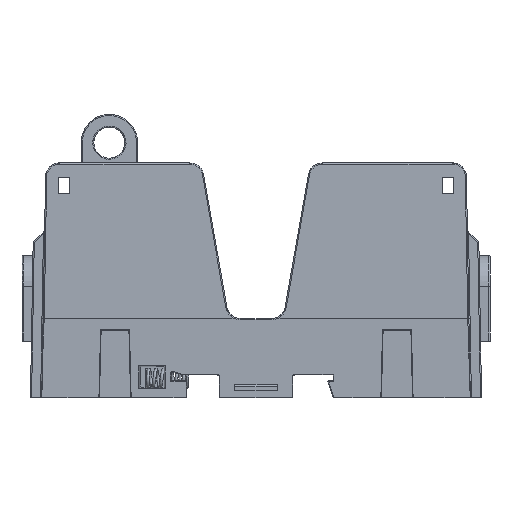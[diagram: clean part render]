
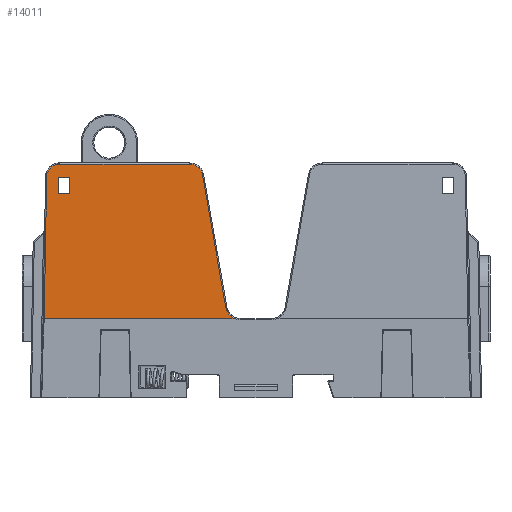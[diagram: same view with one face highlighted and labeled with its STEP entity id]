
A CAD part, front view. The second image highlights one B-rep face of the part: STEP entity #14011.
In plain terms, the highlighted planar face has unit normal (0, -1, 0.009).
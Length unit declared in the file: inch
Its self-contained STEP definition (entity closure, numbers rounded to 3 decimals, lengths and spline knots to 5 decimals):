
#69 = VECTOR ( 'NONE', #48454, 39.37008 ) ;
#261 = CARTESIAN_POINT ( 'NONE',  ( -0.18606, -0.59, 0.7 ) ) ;
#507 = CARTESIAN_POINT ( 'NONE',  ( -0.47497, -0.57887, 1.97506 ) ) ;
#1151 = CARTESIAN_POINT ( 'NONE',  ( -0.186, -0.59, 0.70001 ) ) ;
#1244 = CARTESIAN_POINT ( 'NONE',  ( -1.88778, -0.59, 0.7 ) ) ;
#1797 = EDGE_CURVE ( 'NONE', #19190, #29974, #25464, .T. ) ;
#2070 = CARTESIAN_POINT ( 'NONE',  ( -0.18599, -0.59, 0.70003 ) ) ;
#2435 = CARTESIAN_POINT ( 'NONE',  ( -0.26806, -0.58911, 0.80164 ) ) ;
#2669 = CARTESIAN_POINT ( 'NONE',  ( -0.18598, -0.59, 0.70003 ) ) ;
#2767 = DIRECTION ( 'NONE',  ( 0., 0.009, 1. ) ) ;
#4720 = VECTOR ( 'NONE', #35428, 39.37008 ) ;
#4856 = CARTESIAN_POINT ( 'NONE',  ( -0.18602, -0.59, 0.70001 ) ) ;
#4959 = PLANE ( 'NONE',  #60505 ) ;
#5410 = CARTESIAN_POINT ( 'NONE',  ( -0.58822, -0.57804, 2.07009 ) ) ;
#5753 = CARTESIAN_POINT ( 'NONE',  ( -0.18601, -0.59, 0.70001 ) ) ;
#6060 = CARTESIAN_POINT ( 'NONE',  ( -0.18598, -0.59, 0.70003 ) ) ;
#6163 = DIRECTION ( 'NONE',  ( 0., -0.009, -1. ) ) ;
#6248 = ORIENTED_EDGE ( 'NONE', *, *, #48250, .T. ) ;
#7061 = CARTESIAN_POINT ( 'NONE',  ( -1.75, -0.59, 0.7 ) ) ;
#8144 = ORIENTED_EDGE ( 'NONE', *, *, #30825, .T. ) ;
#8413 = DIRECTION ( 'NONE',  ( 0., -0.009, -1. ) ) ;
#8725 = CARTESIAN_POINT ( 'NONE',  ( -1.65, -0.59, 0.7 ) ) ;
#9160 = CARTESIAN_POINT ( 'NONE',  ( -0.1861, -0.59, 0.7 ) ) ;
#9349 = CARTESIAN_POINT ( 'NONE',  ( -0.58822, -0.57804, 2.07009 ) ) ;
#9421 = CARTESIAN_POINT ( 'NONE',  ( -0.4851, -0.57837, 2.03256 ) ) ;
#11909 = EDGE_CURVE ( 'NONE', #15295, #31605, #50099, .T. ) ;
#12461 = ORIENTED_EDGE ( 'NONE', *, *, #11909, .T. ) ;
#12728 = ORIENTED_EDGE ( 'NONE', *, *, #19165, .T. ) ;
#12903 = EDGE_CURVE ( 'NONE', #47636, #16213, #54390, .T. ) ;
#14011 = ADVANCED_FACE ( 'NONE', ( #43209, #33107 ), #4959, .T. ) ;
#14054 = CARTESIAN_POINT ( 'NONE',  ( -0.18609, -0.59, 0.7 ) ) ;
#14741 = LINE ( 'NONE', #19630, #21228 ) ;
#14797 = ORIENTED_EDGE ( 'NONE', *, *, #57625, .T. ) ;
#14943 = CARTESIAN_POINT ( 'NONE',  ( -0.18607, -0.59, 0.7 ) ) ;
#15295 = VERTEX_POINT ( 'NONE', #52382 ) ;
#16149 = CARTESIAN_POINT ( 'NONE',  ( -0.18599, -0.59, 0.70002 ) ) ;
#16213 = VERTEX_POINT ( 'NONE', #36658 ) ;
#17141 = LINE ( 'NONE', #7061, #31140 ) ;
#17910 = LINE ( 'NONE', #36585, #46466 ) ;
#18128 = CARTESIAN_POINT ( 'NONE',  ( -1.85584, -0.57903, 1.95709 ) ) ;
#18808 = VERTEX_POINT ( 'NONE', #507 ) ;
#19165 = EDGE_CURVE ( 'NONE', #16213, #47645, #24286, .T. ) ;
#19190 = VERTEX_POINT ( 'NONE', #24584 ) ;
#19325 = CARTESIAN_POINT ( 'NONE',  ( -1.74086, -0.57804, 2.07009 ) ) ;
#19471 = VECTOR ( 'NONE', #57208, 39.37008 ) ;
#19494 = CARTESIAN_POINT ( 'NONE',  ( -0.52983, -0.57804, 2.07009 ) ) ;
#19630 = CARTESIAN_POINT ( 'NONE',  ( -1.88778, -0.57905, 1.955 ) ) ;
#19939 = VERTEX_POINT ( 'NONE', #9349 ) ;
#19953 = ORIENTED_EDGE ( 'NONE', *, *, #34543, .T. ) ;
#20026 = ORIENTED_EDGE ( 'NONE', *, *, #12903, .T. ) ;
#20226 = CARTESIAN_POINT ( 'NONE',  ( -1.87778, -0.59, 0.69983 ) ) ;
#20523 = CARTESIAN_POINT ( 'NONE',  ( -1.85584, -0.57903, 1.95709 ) ) ;
#21228 = VECTOR ( 'NONE', #23625, 39.37008 ) ;
#21962 = ORIENTED_EDGE ( 'NONE', *, *, #46503, .T. ) ;
#23146 = ORIENTED_EDGE ( 'NONE', *, *, #26720, .T. ) ;
#23625 = DIRECTION ( 'NONE',  ( 1., 0., 0. ) ) ;
#23628 = DIRECTION ( 'NONE',  ( 0., -1., 0.009 ) ) ;
#24286 = LINE ( 'NONE', #29779, #69 ) ;
#24584 = CARTESIAN_POINT ( 'NONE',  ( -0.18598, -0.59, 0.70004 ) ) ;
#25114 =( BOUNDED_CURVE ( )  B_SPLINE_CURVE ( 3, ( #42766, #9421, #19494, #5410 ),
 .UNSPECIFIED., .F., .F. ) 
 B_SPLINE_CURVE_WITH_KNOTS ( ( 4, 4 ),
 ( 1.74533, 3.14159 ),
 .UNSPECIFIED. ) 
 CURVE ( )  GEOMETRIC_REPRESENTATION_ITEM ( )  RATIONAL_B_SPLINE_CURVE ( ( 1., 0.844, 0.844, 1. ) ) 
 REPRESENTATION_ITEM ( '' )  );
#25464 =( BOUNDED_CURVE ( )  B_SPLINE_CURVE ( 3, ( #53247, #39486, #40385, #2435 ),
 .UNSPECIFIED., .F., .T. ) 
 B_SPLINE_CURVE_WITH_KNOTS ( ( 4, 4 ),
 ( 0.38634, 1.39626 ),
 .UNSPECIFIED. ) 
 CURVE ( )  GEOMETRIC_REPRESENTATION_ITEM ( )  RATIONAL_B_SPLINE_CURVE ( ( 1., 0.917, 0.917, 1. ) ) 
 REPRESENTATION_ITEM ( '' )  );
#26720 = EDGE_CURVE ( 'NONE', #29974, #18808, #17910, .T. ) ;
#27045 =( BOUNDED_CURVE ( )  B_SPLINE_CURVE ( 3, ( #19325, #32505, #37403, #18128 ),
 .UNSPECIFIED., .F., .T. ) 
 B_SPLINE_CURVE_WITH_KNOTS ( ( 4, 4 ),
 ( 3.14159, 4.69494 ),
 .UNSPECIFIED. ) 
 CURVE ( )  GEOMETRIC_REPRESENTATION_ITEM ( )  RATIONAL_B_SPLINE_CURVE ( ( 1., 0.809, 0.809, 1. ) ) 
 REPRESENTATION_ITEM ( '' )  );
#27764 = VERTEX_POINT ( 'NONE', #29491 ) ;
#28391 = CARTESIAN_POINT ( 'NONE',  ( -0.18604, -0.59, 0.7 ) ) ;
#29491 = CARTESIAN_POINT ( 'NONE',  ( -1.65, -0.57905, 1.955 ) ) ;
#29779 = CARTESIAN_POINT ( 'NONE',  ( -1.9, -0.59, 0.7 ) ) ;
#29974 = VERTEX_POINT ( 'NONE', #44040 ) ;
#30031 = CARTESIAN_POINT ( 'NONE',  ( -1.75, -0.57905, 1.955 ) ) ;
#30503 = CARTESIAN_POINT ( 'NONE',  ( -0.18598, -0.59, 0.70004 ) ) ;
#30514 = DIRECTION ( 'NONE',  ( -1., 0., 0. ) ) ;
#30825 = EDGE_CURVE ( 'NONE', #31605, #39235, #17141, .T. ) ;
#31140 = VECTOR ( 'NONE', #2767, 39.37008 ) ;
#31605 = VERTEX_POINT ( 'NONE', #60484 ) ;
#32353 = B_SPLINE_CURVE_WITH_KNOTS ( 'NONE', 3,
 ( #9160, #14054, #14943, #261, #28391, #51373, #4856, #5753, #1151, #42214, #16149, #2070, #6060, #53780, #2669, #30503 ),
 .UNSPECIFIED., .F., .F.,
 ( 4, 3, 3, 3, 3, 4 ),
 ( 0., 0., 0., 0., 0., 0. ),
 .UNSPECIFIED. ) ;
#32505 = CARTESIAN_POINT ( 'NONE',  ( -1.80729, -0.57804, 2.07009 ) ) ;
#33107 = FACE_OUTER_BOUND ( 'NONE', #34120, .T. ) ;
#33155 = ORIENTED_EDGE ( 'NONE', *, *, #55161, .T. ) ;
#33964 = LINE ( 'NONE', #52631, #19471 ) ;
#34120 = EDGE_LOOP ( 'NONE', ( #12728, #21962, #35285, #23146, #55739, #14797, #19953, #20026 ) ) ;
#34543 = EDGE_CURVE ( 'NONE', #58540, #47636, #27045, .T. ) ;
#35285 = ORIENTED_EDGE ( 'NONE', *, *, #1797, .T. ) ;
#35428 = DIRECTION ( 'NONE',  ( -0.017, -0.009, -1. ) ) ;
#36321 = EDGE_LOOP ( 'NONE', ( #12461, #8144, #33155, #6248 ) ) ;
#36585 = CARTESIAN_POINT ( 'NONE',  ( -0.29952, -0.58756, 0.98003 ) ) ;
#36658 = CARTESIAN_POINT ( 'NONE',  ( -1.87778, -0.59, 0.7 ) ) ;
#37403 = CARTESIAN_POINT ( 'NONE',  ( -1.85468, -0.57845, 2.02352 ) ) ;
#39235 = VERTEX_POINT ( 'NONE', #30031 ) ;
#39486 = CARTESIAN_POINT ( 'NONE',  ( -0.22997, -0.58984, 0.71793 ) ) ;
#40332 = VECTOR ( 'NONE', #8413, 39.37008 ) ;
#40385 = CARTESIAN_POINT ( 'NONE',  ( -0.25981, -0.58952, 0.75488 ) ) ;
#41786 = VECTOR ( 'NONE', #30514, 39.37008 ) ;
#42214 = CARTESIAN_POINT ( 'NONE',  ( -0.186, -0.59, 0.70002 ) ) ;
#42766 = CARTESIAN_POINT ( 'NONE',  ( -0.47497, -0.57887, 1.97506 ) ) ;
#43209 = FACE_BOUND ( 'NONE', #36321, .T. ) ;
#43404 = EDGE_CURVE ( 'NONE', #18808, #19939, #25114, .T. ) ;
#44040 = CARTESIAN_POINT ( 'NONE',  ( -0.26806, -0.58911, 0.80164 ) ) ;
#46071 = DIRECTION ( 'NONE',  ( -0.174, 0.009, 0.985 ) ) ;
#46466 = VECTOR ( 'NONE', #46071, 39.37008 ) ;
#46503 = EDGE_CURVE ( 'NONE', #47645, #19190, #32353, .T. ) ;
#47454 = CARTESIAN_POINT ( 'NONE',  ( -0.1861, -0.59, 0.7 ) ) ;
#47636 = VERTEX_POINT ( 'NONE', #20523 ) ;
#47645 = VERTEX_POINT ( 'NONE', #47454 ) ;
#48250 = EDGE_CURVE ( 'NONE', #27764, #15295, #49721, .T. ) ;
#48454 = DIRECTION ( 'NONE',  ( 1., 0., 0. ) ) ;
#49495 = CARTESIAN_POINT ( 'NONE',  ( -1.88778, -0.58036, 1.805 ) ) ;
#49721 = LINE ( 'NONE', #8725, #40332 ) ;
#50099 = LINE ( 'NONE', #49495, #41786 ) ;
#51373 = CARTESIAN_POINT ( 'NONE',  ( -0.18603, -0.59, 0.70001 ) ) ;
#52382 = CARTESIAN_POINT ( 'NONE',  ( -1.65, -0.58036, 1.805 ) ) ;
#52631 = CARTESIAN_POINT ( 'NONE',  ( -1.74086, -0.57804, 2.07009 ) ) ;
#53247 = CARTESIAN_POINT ( 'NONE',  ( -0.18598, -0.59, 0.70004 ) ) ;
#53780 = CARTESIAN_POINT ( 'NONE',  ( -0.18598, -0.59, 0.70003 ) ) ;
#54390 = LINE ( 'NONE', #20226, #4720 ) ;
#54581 = CARTESIAN_POINT ( 'NONE',  ( -1.74086, -0.57804, 2.07009 ) ) ;
#55161 = EDGE_CURVE ( 'NONE', #39235, #27764, #14741, .T. ) ;
#55739 = ORIENTED_EDGE ( 'NONE', *, *, #43404, .T. ) ;
#57208 = DIRECTION ( 'NONE',  ( -1., 0., 0. ) ) ;
#57625 = EDGE_CURVE ( 'NONE', #19939, #58540, #33964, .T. ) ;
#58540 = VERTEX_POINT ( 'NONE', #54581 ) ;
#60484 = CARTESIAN_POINT ( 'NONE',  ( -1.75, -0.58036, 1.805 ) ) ;
#60505 = AXIS2_PLACEMENT_3D ( 'NONE', #1244, #23628, #6163 ) ;
